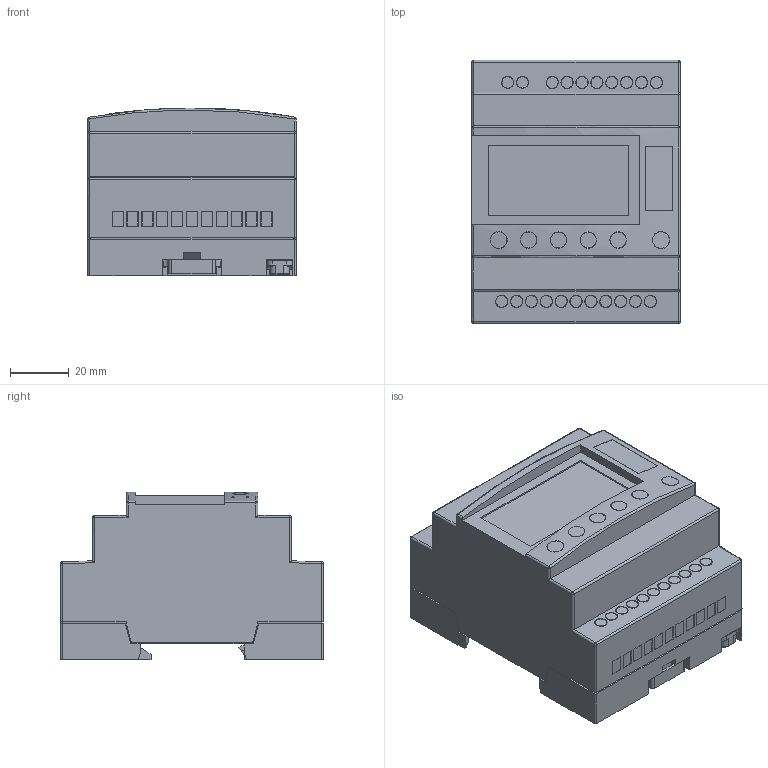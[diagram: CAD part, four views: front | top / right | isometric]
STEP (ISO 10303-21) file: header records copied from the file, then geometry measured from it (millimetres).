
FILE_DESCRIPTION(('STEP AP242'),'1');
FILE_NAME('sr3b102bd.stp','2020-12-12T14:37:28',('TraceParts'),('TraceParts S.A.'),'Spatial InterOp 3D',' ',' ');
FILE_SCHEMA(('AP242_MANAGED_MODEL_BASED_3D_ENGINEERING_MIM_LF {1 0 10303 442 1 1 4}'));
Length unit declared in the file: millimetre
Products named in the file (1): sr3b102bd_1
Bounding box: 71.2 x 90 x 57.4 mm (x, y, z)
Volume: 52617.2 mm3; surface area: 63814.9 mm2
Topology: 5 solids, 5 shells, 851 faces, 2118 edges, 1342 vertices
Faces by surface type: plane 558, cylinder 232, sphere 35, torus 22, bspline 4
Entity records: 28683 total; most frequent: CARTESIAN_POINT 8950, ORIENTED_EDGE 4172, DIRECTION 3702, EDGE_CURVE 2086, LINE 1570, VECTOR 1570, VERTEX_POINT 1342, AXIS2_PLACEMENT_3D 1066
